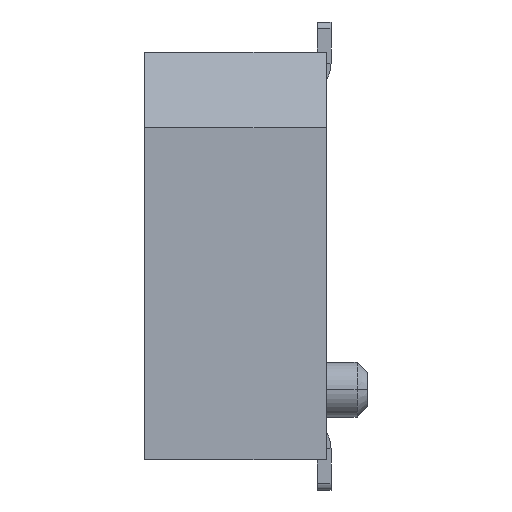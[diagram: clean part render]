
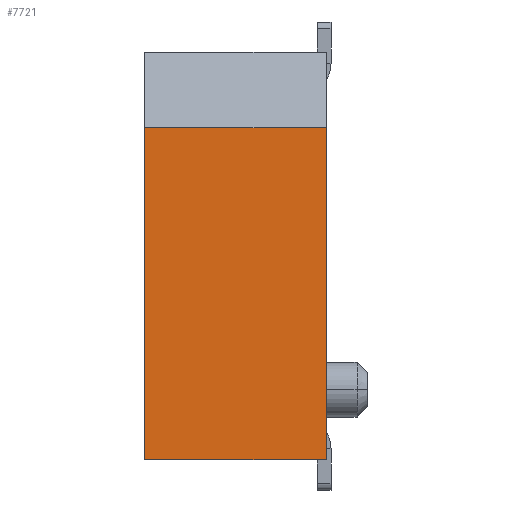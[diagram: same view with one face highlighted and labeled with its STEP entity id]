
A CAD part, left-side view. The second image highlights one B-rep face of the part: STEP entity #7721.
In plain terms, the highlighted planar face has unit normal (-1, 0, 0).
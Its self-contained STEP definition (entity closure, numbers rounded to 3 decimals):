
#7493=CARTESIAN_POINT('',(-5.825,-2.65,-2.975));
#7494=VERTEX_POINT('',#7493);
#7501=CARTESIAN_POINT('',(-5.825,0.,-2.975));
#7502=VERTEX_POINT('',#7501);
#7503=CARTESIAN_POINT('',(-5.825,-2.65,-2.975));
#7504=DIRECTION('',(0.,1.,0.));
#7505=VECTOR('',#7504,2.65);
#7506=LINE('',#7503,#7505);
#7507=EDGE_CURVE('',#7494,#7502,#7506,.T.);
#7659=CARTESIAN_POINT('',(-5.825,-2.65,1.875));
#7660=VERTEX_POINT('',#7659);
#7667=CARTESIAN_POINT('',(-5.825,-2.65,1.875));
#7668=DIRECTION('',(0.,0.,-1.));
#7669=VECTOR('',#7668,4.85);
#7670=LINE('',#7667,#7669);
#7671=EDGE_CURVE('',#7660,#7494,#7670,.T.);
#7698=CARTESIAN_POINT('',(-5.825,0.,-2.975));
#7699=DIRECTION('',(0.,0.,1.));
#7700=DIRECTION('',(-1.,0.,0.));
#7701=AXIS2_PLACEMENT_3D('',#7698,#7700,#7699);
#7702=PLANE('',#7701);
#7703=CARTESIAN_POINT('',(-5.825,0.,1.875));
#7704=VERTEX_POINT('',#7703);
#7705=CARTESIAN_POINT('',(-5.825,0.,1.875));
#7706=DIRECTION('',(0.,0.,-1.));
#7707=VECTOR('',#7706,4.85);
#7708=LINE('',#7705,#7707);
#7709=EDGE_CURVE('',#7704,#7502,#7708,.T.);
#7710=ORIENTED_EDGE('',*,*,#7709,.T.);
#7711=ORIENTED_EDGE('',*,*,#7507,.F.);
#7712=ORIENTED_EDGE('',*,*,#7671,.F.);
#7713=CARTESIAN_POINT('',(-5.825,-2.65,1.875));
#7714=DIRECTION('',(0.,1.,0.));
#7715=VECTOR('',#7714,2.65);
#7716=LINE('',#7713,#7715);
#7717=EDGE_CURVE('',#7660,#7704,#7716,.T.);
#7718=ORIENTED_EDGE('',*,*,#7717,.T.);
#7719=EDGE_LOOP('',(#7710,#7711,#7712,#7718));
#7720=FACE_OUTER_BOUND('',#7719,.T.);
#7721=ADVANCED_FACE('',(#7720),#7702,.T.);
